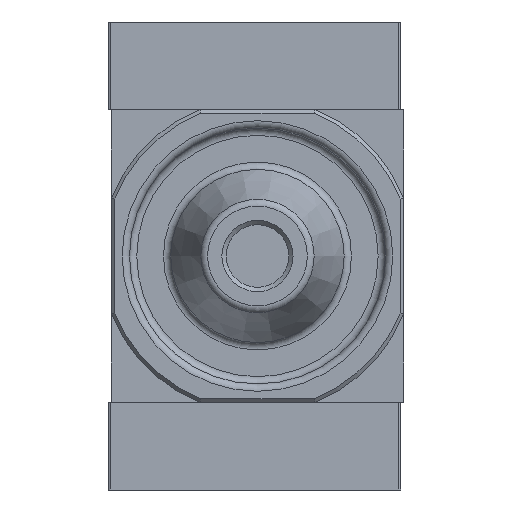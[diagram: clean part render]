
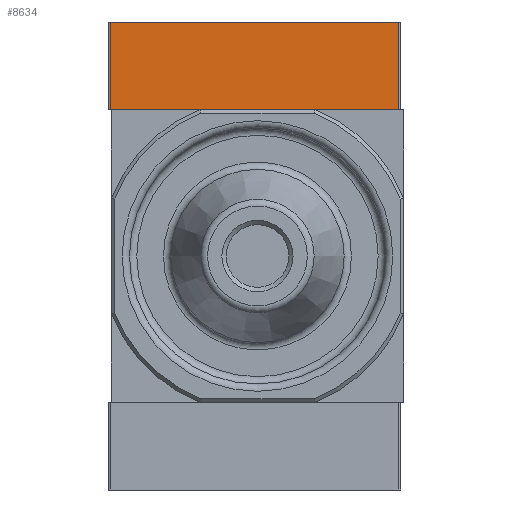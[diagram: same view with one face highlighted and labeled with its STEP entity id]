
A CAD part, front view. The second image highlights one B-rep face of the part: STEP entity #8634.
In plain terms, the highlighted planar face has unit normal (0, -1, 0).
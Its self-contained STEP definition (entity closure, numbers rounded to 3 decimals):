
#648=LINE('',#13482,#1072);
#658=LINE('',#13530,#1082);
#659=LINE('',#13534,#1083);
#660=LINE('',#13536,#1084);
#1072=VECTOR('',#11213,1000.);
#1082=VECTOR('',#11255,1000.);
#1083=VECTOR('',#11260,1000.);
#1084=VECTOR('',#11261,1000.);
#2578=ORIENTED_EDGE('',*,*,#3780,.T.);
#2579=ORIENTED_EDGE('',*,*,#3806,.F.);
#2580=ORIENTED_EDGE('',*,*,#3807,.F.);
#2581=ORIENTED_EDGE('',*,*,#3804,.T.);
#3780=EDGE_CURVE('',#4524,#4523,#648,.T.);
#3804=EDGE_CURVE('',#4546,#4524,#658,.T.);
#3806=EDGE_CURVE('',#4547,#4523,#659,.T.);
#3807=EDGE_CURVE('',#4546,#4547,#660,.T.);
#4523=VERTEX_POINT('',#13481);
#4524=VERTEX_POINT('',#13483);
#4546=VERTEX_POINT('',#13531);
#4547=VERTEX_POINT('',#13535);
#5553=EDGE_LOOP('',(#2578,#2579,#2580,#2581));
#6113=FACE_BOUND('',#5553,.T.);
#6416=PLANE('',#9437);
#8634=ADVANCED_FACE('',(#6113),#6416,.F.);
#9437=AXIS2_PLACEMENT_3D('',#13533,#11258,#11259);
#11213=DIRECTION('',(1.,0.,0.));
#11255=DIRECTION('',(0.,0.,-1.));
#11258=DIRECTION('',(0.,1.,0.));
#11259=DIRECTION('',(0.,0.,1.));
#11260=DIRECTION('',(0.,0.,-1.));
#11261=DIRECTION('',(1.,0.,0.));
#13481=CARTESIAN_POINT('',(19.7,-10.,-6.));
#13482=CARTESIAN_POINT('',(-19.7,-10.,-6.));
#13483=CARTESIAN_POINT('',(-19.7,-10.,-6.));
#13530=CARTESIAN_POINT('',(-19.7,-10.,6.));
#13531=CARTESIAN_POINT('',(-19.7,-10.,6.));
#13533=CARTESIAN_POINT('',(-19.7,-10.,6.));
#13534=CARTESIAN_POINT('',(19.7,-10.,6.));
#13535=CARTESIAN_POINT('',(19.7,-10.,6.));
#13536=CARTESIAN_POINT('',(-19.7,-10.,6.));
